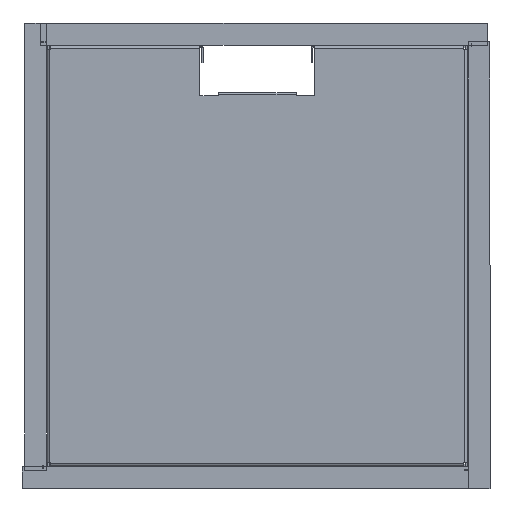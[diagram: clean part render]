
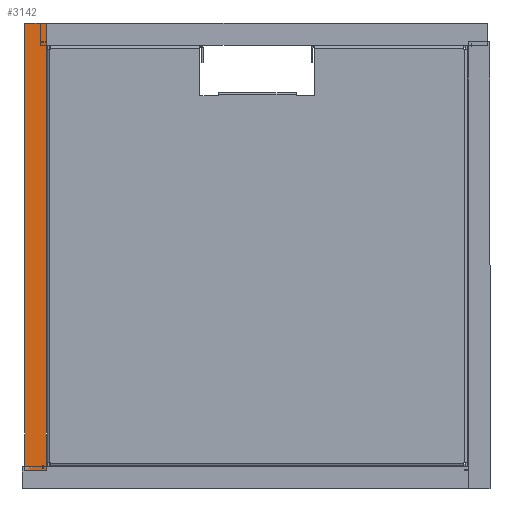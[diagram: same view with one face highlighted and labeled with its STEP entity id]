
A CAD part, front view. The second image highlights one B-rep face of the part: STEP entity #3142.
In plain terms, the highlighted planar face has unit normal (0, -1, 0).
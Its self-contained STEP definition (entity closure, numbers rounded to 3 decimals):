
#9 = EDGE_LOOP ( 'NONE', ( #2616, #2850, #2760, #2751, #2907, #2309, #2423, #2900 ) ) ;
#90 = VERTEX_POINT ( 'NONE', #2684 ) ;
#131 = CARTESIAN_POINT ( 'NONE',  ( 17.15, 0., 4. ) ) ;
#160 = PLANE ( 'NONE',  #1074 ) ;
#174 = VERTEX_POINT ( 'NONE', #1774 ) ;
#177 = CARTESIAN_POINT ( 'NONE',  ( 0., 0., 406.8 ) ) ;
#211 = DIRECTION ( 'NONE',  ( 0., 1., 0. ) ) ;
#232 = VERTEX_POINT ( 'NONE', #1077 ) ;
#243 = DIRECTION ( 'NONE',  ( 0., 0., 1. ) ) ;
#334 = VECTOR ( 'NONE', #944, 1000. ) ;
#379 = LINE ( 'NONE', #874, #3938 ) ;
#437 = FACE_OUTER_BOUND ( 'NONE', #9, .T. ) ;
#457 = VECTOR ( 'NONE', #1733, 1000. ) ;
#487 = CARTESIAN_POINT ( 'NONE',  ( 20., 0., 406.8 ) ) ;
#641 = DIRECTION ( 'NONE',  ( 1., 0., 0. ) ) ;
#673 = CARTESIAN_POINT ( 'NONE',  ( 17.15, 0., 0. ) ) ;
#683 = EDGE_CURVE ( 'NONE', #750, #174, #4089, .T. ) ;
#750 = VERTEX_POINT ( 'NONE', #3722 ) ;
#834 = DIRECTION ( 'NONE',  ( 0., 0., -1. ) ) ;
#852 = CARTESIAN_POINT ( 'NONE',  ( 16.8, 0., 4. ) ) ;
#874 = CARTESIAN_POINT ( 'NONE',  ( -4.272, 0., 4. ) ) ;
#944 = DIRECTION ( 'NONE',  ( 0., 0., -1. ) ) ;
#1059 = LINE ( 'NONE', #1582, #1270 ) ;
#1074 = AXIS2_PLACEMENT_3D ( 'NONE', #177, #211, #243 ) ;
#1077 = CARTESIAN_POINT ( 'NONE',  ( 20., 0., 0. ) ) ;
#1123 = DIRECTION ( 'NONE',  ( 1., 0., 0. ) ) ;
#1142 = EDGE_CURVE ( 'NONE', #1382, #2033, #3902, .T. ) ;
#1184 = CARTESIAN_POINT ( 'NONE',  ( 0., 0., 0. ) ) ;
#1197 = EDGE_CURVE ( 'NONE', #2195, #3477, #1059, .T. ) ;
#1270 = VECTOR ( 'NONE', #1604, 1000. ) ;
#1382 = VERTEX_POINT ( 'NONE', #4172 ) ;
#1423 = VECTOR ( 'NONE', #2880, 1000. ) ;
#1582 = CARTESIAN_POINT ( 'NONE',  ( 0., 0., 406.8 ) ) ;
#1604 = DIRECTION ( 'NONE',  ( 0., 0., -1. ) ) ;
#1706 = VECTOR ( 'NONE', #834, 1000. ) ;
#1733 = DIRECTION ( 'NONE',  ( 0., 0., 1. ) ) ;
#1774 = CARTESIAN_POINT ( 'NONE',  ( 16.8, 0., 4. ) ) ;
#1795 = EDGE_CURVE ( 'NONE', #174, #1382, #379, .T. ) ;
#1813 = VECTOR ( 'NONE', #1123, 1000. ) ;
#2033 = VERTEX_POINT ( 'NONE', #673 ) ;
#2195 = VERTEX_POINT ( 'NONE', #2677 ) ;
#2309 = ORIENTED_EDGE ( 'NONE', *, *, #4239, .T. ) ;
#2423 = ORIENTED_EDGE ( 'NONE', *, *, #683, .T. ) ;
#2568 = CARTESIAN_POINT ( 'NONE',  ( 0., 0., 0. ) ) ;
#2593 = DIRECTION ( 'NONE',  ( 1., 0., 0. ) ) ;
#2599 = LINE ( 'NONE', #4144, #3889 ) ;
#2616 = ORIENTED_EDGE ( 'NONE', *, *, #1142, .T. ) ;
#2677 = CARTESIAN_POINT ( 'NONE',  ( 0., 0., 406.8 ) ) ;
#2684 = CARTESIAN_POINT ( 'NONE',  ( 20., 0., 406.8 ) ) ;
#2751 = ORIENTED_EDGE ( 'NONE', *, *, #3725, .F. ) ;
#2760 = ORIENTED_EDGE ( 'NONE', *, *, #3636, .F. ) ;
#2796 = LINE ( 'NONE', #487, #1706 ) ;
#2850 = ORIENTED_EDGE ( 'NONE', *, *, #3033, .T. ) ;
#2880 = DIRECTION ( 'NONE',  ( 1., 0., 0. ) ) ;
#2891 = LINE ( 'NONE', #1184, #1813 ) ;
#2900 = ORIENTED_EDGE ( 'NONE', *, *, #1795, .T. ) ;
#2907 = ORIENTED_EDGE ( 'NONE', *, *, #1197, .T. ) ;
#3033 = EDGE_CURVE ( 'NONE', #2033, #232, #2891, .T. ) ;
#3142 = ADVANCED_FACE ( 'NONE', ( #437 ), #160, .F. ) ;
#3477 = VERTEX_POINT ( 'NONE', #3814 ) ;
#3636 = EDGE_CURVE ( 'NONE', #90, #232, #2796, .T. ) ;
#3722 = CARTESIAN_POINT ( 'NONE',  ( 16.8, 0., 0. ) ) ;
#3725 = EDGE_CURVE ( 'NONE', #2195, #90, #2599, .T. ) ;
#3814 = CARTESIAN_POINT ( 'NONE',  ( 0., 0., 0. ) ) ;
#3889 = VECTOR ( 'NONE', #2593, 1000. ) ;
#3902 = LINE ( 'NONE', #131, #334 ) ;
#3938 = VECTOR ( 'NONE', #641, 1000. ) ;
#4089 = LINE ( 'NONE', #852, #457 ) ;
#4121 = LINE ( 'NONE', #2568, #1423 ) ;
#4144 = CARTESIAN_POINT ( 'NONE',  ( 0., 0., 406.8 ) ) ;
#4172 = CARTESIAN_POINT ( 'NONE',  ( 17.15, 0., 4. ) ) ;
#4239 = EDGE_CURVE ( 'NONE', #3477, #750, #4121, .T. ) ;
